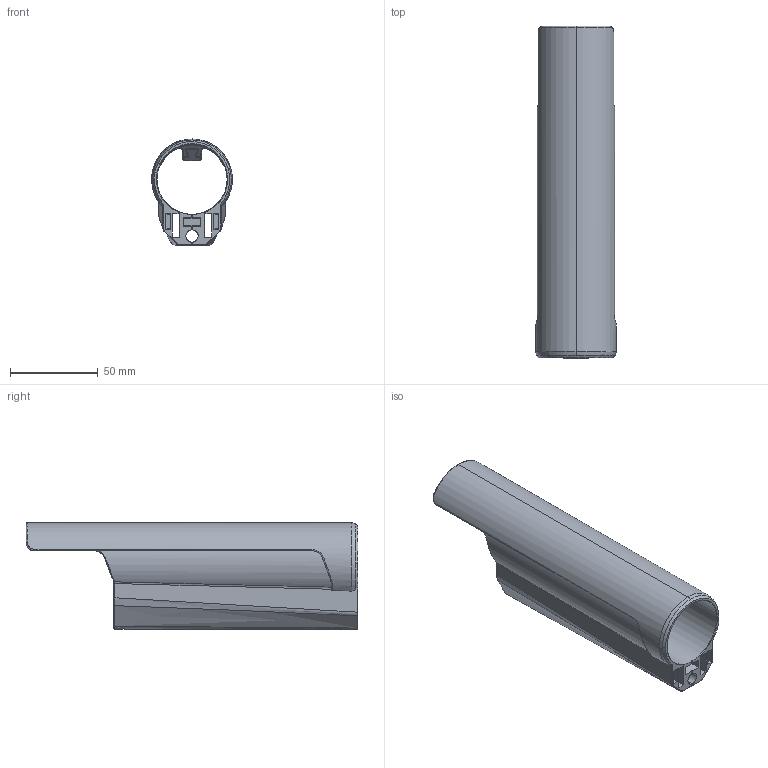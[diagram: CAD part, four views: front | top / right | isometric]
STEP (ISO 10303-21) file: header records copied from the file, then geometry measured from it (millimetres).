
FILE_DESCRIPTION (( 'STEP AP214' ), '1' );
FILE_NAME ('PTcover_FULL_ReplacesBackBlock_Locators.STEP', '2023-04-23T11:47:10', ( '' ), ( '' ), 'SwSTEP 2.0', 'SolidWorks 2019', '' );
FILE_SCHEMA (( 'AUTOMOTIVE_DESIGN' ));
Length unit declared in the file: millimetre
Products named in the file (1): PTcover_FULL_ReplacesBackBlock_Locators
Bounding box: 45.96 x 189.06 x 60.5 mm (x, y, z)
Volume: 110704.7 mm3; surface area: 62675.6 mm2
Topology: 1 solids, 1 shells, 397 faces, 1048 edges, 648 vertices
Faces by surface type: bspline 146, plane 131, cylinder 70, cone 50
Entity records: 23313 total; most frequent: CARTESIAN_POINT 10738, ORIENTED_EDGE 2088, DIRECTION 1125, EDGE_CURVE 1044, VERTEX_POINT 648, B_SPLINE_CURVE_WITH_KNOTS 482, VECTOR 475, LINE 475
